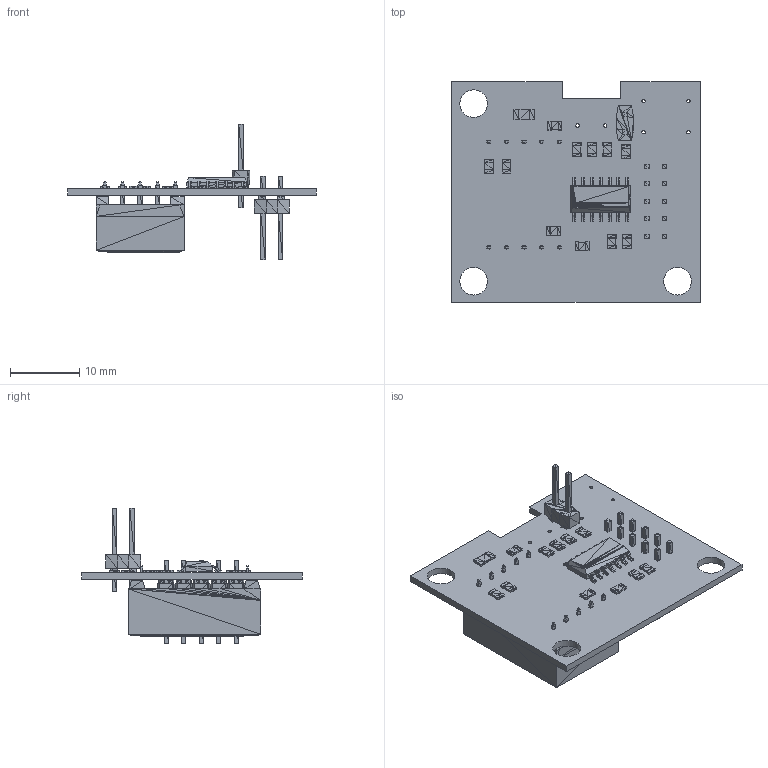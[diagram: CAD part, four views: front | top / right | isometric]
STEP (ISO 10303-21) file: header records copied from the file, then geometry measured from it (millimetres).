
FILE_DESCRIPTION(('for SolidWorks'),'2;1');
FILE_NAME('fuel_level_1h2.step', '2015-12-01T15:03:37',('User'),(''),'Open CASCADE STEP processor 6.6', 'Diptrace','Unknown');
FILE_SCHEMA(('AUTOMOTIVE_DESIGN { 1 0 10303 214 1 1 1 1 }'));
Length unit declared in the file: millimetre
Products named in the file (8): PCB; Board; dip-10d_600mil_17; hdr-2x5t_2.54x2.54_13x5; hdr-2x1t_2.54x2.54_3x5; res_0805; res_1206; soic-14_150mil
Assembly tree (17 placements, depth 2):
  PCB
    Board
    dip-10d_600mil_17
    hdr-2x5t_2.54x2.54_13x5
    hdr-2x1t_2.54x2.54_3x5
    res_0805  x11
    res_1206
    soic-14_150mil
Bounding box: 36 x 32 x 19.65 mm (x, y, z)
Volume: 1087.5 mm3; surface area: 4272 mm2
Topology: 1 solids, 57 shells, 3755 faces, 5691 edges, 2048 vertices
Faces by surface type: plane 3724, cylinder 31
Full cylindrical faces by diameter (mm): 0.5 x28, 4 x3
Entity records: 67590 total; most frequent: DIRECTION 8959, CARTESIAN_POINT 7772, ORIENTED_EDGE 7656, EDGE_CURVE 3831, LINE 3769, VECTOR 3769, AXIS2_PLACEMENT_3D 2595, FACE_BOUND 2577
